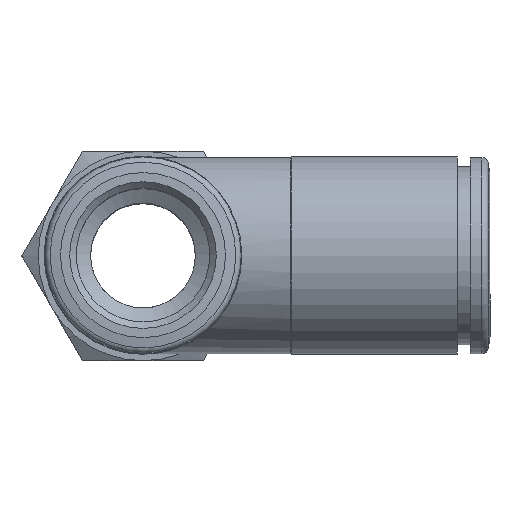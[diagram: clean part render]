
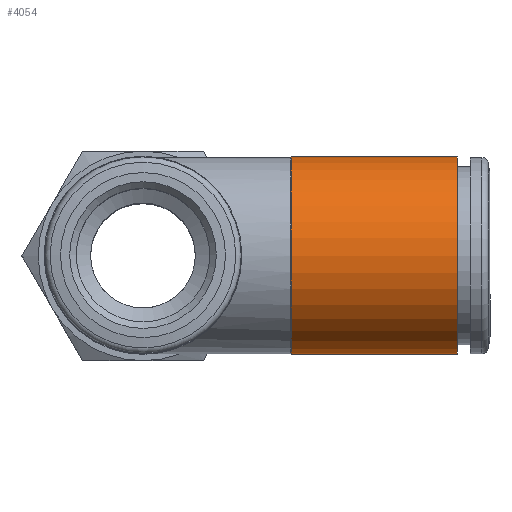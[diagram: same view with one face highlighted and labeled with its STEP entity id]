
A CAD part, top view. The second image highlights one B-rep face of the part: STEP entity #4054.
In plain terms, the highlighted cylindrical face has radius 7.55 mm (diameter 15.1 mm), a full revolution.
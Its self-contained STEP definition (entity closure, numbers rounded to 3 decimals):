
#877=CYLINDRICAL_SURFACE('',#3870,7.55);
#970=ORIENTED_EDGE('',*,*,#1386,.T.);
#971=ORIENTED_EDGE('',*,*,#1385,.T.);
#1183=CIRCLE('',#3869,7.55);
#1184=CIRCLE('',#3871,7.55);
#1279=VERTEX_POINT('',#3579);
#1280=VERTEX_POINT('',#3582);
#1385=EDGE_CURVE('',#1279,#1279,#1183,.T.);
#1386=EDGE_CURVE('',#1280,#1280,#1184,.T.);
#1539=EDGE_LOOP('',(#970));
#1540=EDGE_LOOP('',(#971));
#1709=FACE_BOUND('',#1539,.T.);
#1710=FACE_BOUND('',#1540,.T.);
#2568=DIRECTION('',(1.,0.,0.));
#2569=DIRECTION('',(0.,-7.55,0.));
#2570=DIRECTION('',(-1.,0.,0.));
#2571=DIRECTION('',(0.,-1.,0.));
#2572=DIRECTION('',(-1.,0.,0.));
#2573=DIRECTION('',(0.,0.,-7.55));
#3579=CARTESIAN_POINT('',(42.29,40.925,0.));
#3580=CARTESIAN_POINT('',(42.29,48.475,0.));
#3581=CARTESIAN_POINT('',(55.926,48.475,0.));
#3582=CARTESIAN_POINT('',(54.982,48.475,-7.55));
#3583=CARTESIAN_POINT('',(54.982,48.475,0.));
#3869=AXIS2_PLACEMENT_3D('',#3580,#2568,#2569);
#3870=AXIS2_PLACEMENT_3D('',#3581,#2570,#2571);
#3871=AXIS2_PLACEMENT_3D('',#3583,#2572,#2573);
#4054=ADVANCED_FACE('',(#1709,#1710),#877,.T.);
